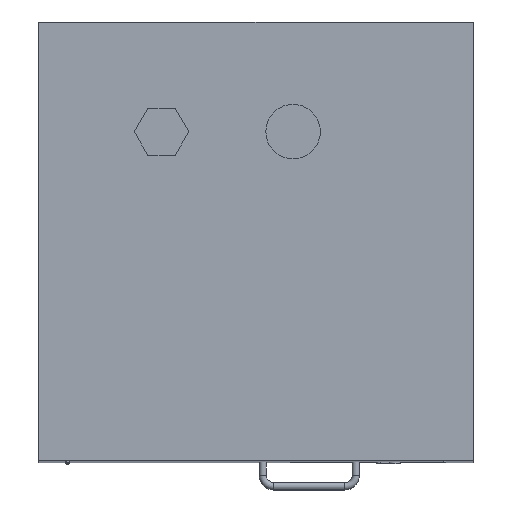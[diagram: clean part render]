
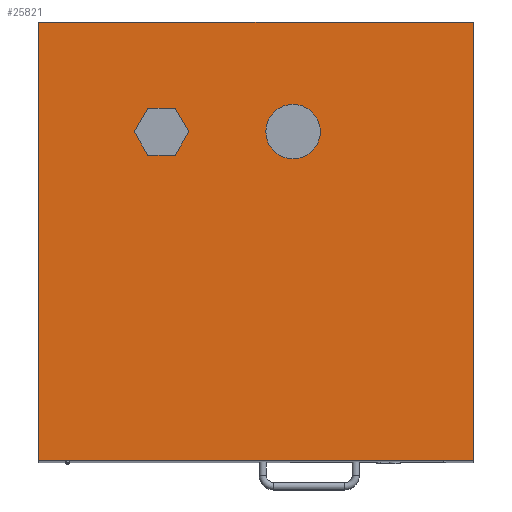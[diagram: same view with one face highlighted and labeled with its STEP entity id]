
A CAD part, top view. The second image highlights one B-rep face of the part: STEP entity #25821.
In plain terms, the highlighted planar face has unit normal (0, 0, 1).
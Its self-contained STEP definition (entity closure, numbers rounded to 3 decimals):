
#824=FACE_BOUND('',#2856,.T.);
#825=FACE_BOUND('',#2857,.T.);
#1017=CIRCLE('',#27385,37.5);
#1396=FACE_OUTER_BOUND('',#2855,.T.);
#2855=EDGE_LOOP('',(#16667,#16668,#16669,#16670));
#2856=EDGE_LOOP('',(#16671));
#2857=EDGE_LOOP('',(#16672,#16673,#16674,#16675,#16676,#16677));
#4541=LINE('',#34679,#7426);
#4607=LINE('',#34815,#7492);
#4611=LINE('',#34823,#7496);
#4614=LINE('',#34829,#7499);
#4617=LINE('',#34835,#7502);
#4620=LINE('',#34841,#7505);
#4623=LINE('',#34846,#7508);
#4629=LINE('',#34858,#7514);
#4630=LINE('',#34861,#7515);
#4632=LINE('',#34864,#7517);
#7426=VECTOR('',#29044,10.);
#7492=VECTOR('',#29170,10.);
#7496=VECTOR('',#29176,10.);
#7499=VECTOR('',#29181,10.);
#7502=VECTOR('',#29186,10.);
#7505=VECTOR('',#29191,10.);
#7508=VECTOR('',#29196,10.);
#7514=VECTOR('',#29208,10.);
#7515=VECTOR('',#29211,10.);
#7517=VECTOR('',#29215,10.);
#10249=VERTEX_POINT('',#34676);
#10250=VERTEX_POINT('',#34678);
#10288=VERTEX_POINT('',#34809);
#10289=VERTEX_POINT('',#34813);
#10290=VERTEX_POINT('',#34814);
#10293=VERTEX_POINT('',#34822);
#10295=VERTEX_POINT('',#34828);
#10297=VERTEX_POINT('',#34834);
#10299=VERTEX_POINT('',#34840);
#10303=VERTEX_POINT('',#34856);
#10304=VERTEX_POINT('',#34860);
#12683=EDGE_CURVE('',#10250,#10249,#4541,.T.);
#12750=EDGE_CURVE('',#10288,#10288,#1017,.T.);
#12751=EDGE_CURVE('',#10289,#10290,#4607,.T.);
#12755=EDGE_CURVE('',#10293,#10289,#4611,.T.);
#12758=EDGE_CURVE('',#10295,#10293,#4614,.T.);
#12761=EDGE_CURVE('',#10297,#10295,#4617,.T.);
#12764=EDGE_CURVE('',#10299,#10297,#4620,.T.);
#12767=EDGE_CURVE('',#10290,#10299,#4623,.T.);
#12773=EDGE_CURVE('',#10249,#10303,#4629,.T.);
#12774=EDGE_CURVE('',#10304,#10250,#4630,.T.);
#12776=EDGE_CURVE('',#10303,#10304,#4632,.T.);
#16667=ORIENTED_EDGE('',*,*,#12776,.T.);
#16668=ORIENTED_EDGE('',*,*,#12774,.T.);
#16669=ORIENTED_EDGE('',*,*,#12683,.T.);
#16670=ORIENTED_EDGE('',*,*,#12773,.T.);
#16671=ORIENTED_EDGE('',*,*,#12750,.T.);
#16672=ORIENTED_EDGE('',*,*,#12751,.T.);
#16673=ORIENTED_EDGE('',*,*,#12767,.T.);
#16674=ORIENTED_EDGE('',*,*,#12764,.T.);
#16675=ORIENTED_EDGE('',*,*,#12761,.T.);
#16676=ORIENTED_EDGE('',*,*,#12758,.T.);
#16677=ORIENTED_EDGE('',*,*,#12755,.T.);
#23313=PLANE('',#27398);
#25821=ADVANCED_FACE('',(#1396,#824,#825),#23313,.T.);
#27385=AXIS2_PLACEMENT_3D('',#34810,#29164,#29165);
#27398=AXIS2_PLACEMENT_3D('',#34865,#29216,#29217);
#29044=DIRECTION('',(-1.,0.,0.));
#29164=DIRECTION('center_axis',(0.,0.,-1.));
#29165=DIRECTION('ref_axis',(-1.,0.,0.));
#29170=DIRECTION('',(1.,0.,0.));
#29176=DIRECTION('',(0.5,0.866,0.));
#29181=DIRECTION('',(-0.5,0.866,0.));
#29186=DIRECTION('',(-1.,0.,0.));
#29191=DIRECTION('',(-0.5,-0.866,0.));
#29196=DIRECTION('',(0.5,-0.866,0.));
#29208=DIRECTION('',(0.,-1.,0.));
#29211=DIRECTION('',(0.,1.,0.));
#29215=DIRECTION('',(1.,0.,0.));
#29216=DIRECTION('center_axis',(0.,0.,1.));
#29217=DIRECTION('ref_axis',(1.,0.,0.));
#34676=CARTESIAN_POINT('',(-298.88,301.5,982.815));
#34678=CARTESIAN_POINT('',(298.88,301.5,982.815));
#34679=CARTESIAN_POINT('',(298.88,301.5,982.815));
#34809=CARTESIAN_POINT('',(88.5,150.62,982.815));
#34810=CARTESIAN_POINT('Origin',(51.,150.62,982.815));
#34813=CARTESIAN_POINT('',(-148.736,183.12,982.815));
#34814=CARTESIAN_POINT('',(-111.208,183.12,982.815));
#34815=CARTESIAN_POINT('',(-74.368,183.12,982.815));
#34822=CARTESIAN_POINT('',(-167.5,150.62,982.815));
#34823=CARTESIAN_POINT('',(-179.173,130.402,982.815));
#34828=CARTESIAN_POINT('',(-148.736,118.12,982.815));
#34829=CARTESIAN_POINT('',(-104.57,41.623,982.815));
#34834=CARTESIAN_POINT('',(-111.208,118.12,982.815));
#34835=CARTESIAN_POINT('',(-55.604,118.12,982.815));
#34840=CARTESIAN_POINT('',(-92.444,150.62,982.815));
#34841=CARTESIAN_POINT('',(-113.499,114.152,982.815));
#34846=CARTESIAN_POINT('',(-57.661,90.373,982.815));
#34856=CARTESIAN_POINT('',(-298.88,-301.5,982.815));
#34858=CARTESIAN_POINT('',(-298.88,301.5,982.815));
#34860=CARTESIAN_POINT('',(298.88,-301.5,982.815));
#34861=CARTESIAN_POINT('',(298.88,-301.5,982.815));
#34864=CARTESIAN_POINT('',(-298.88,-301.5,982.815));
#34865=CARTESIAN_POINT('Origin',(0.,0.,
982.815));
